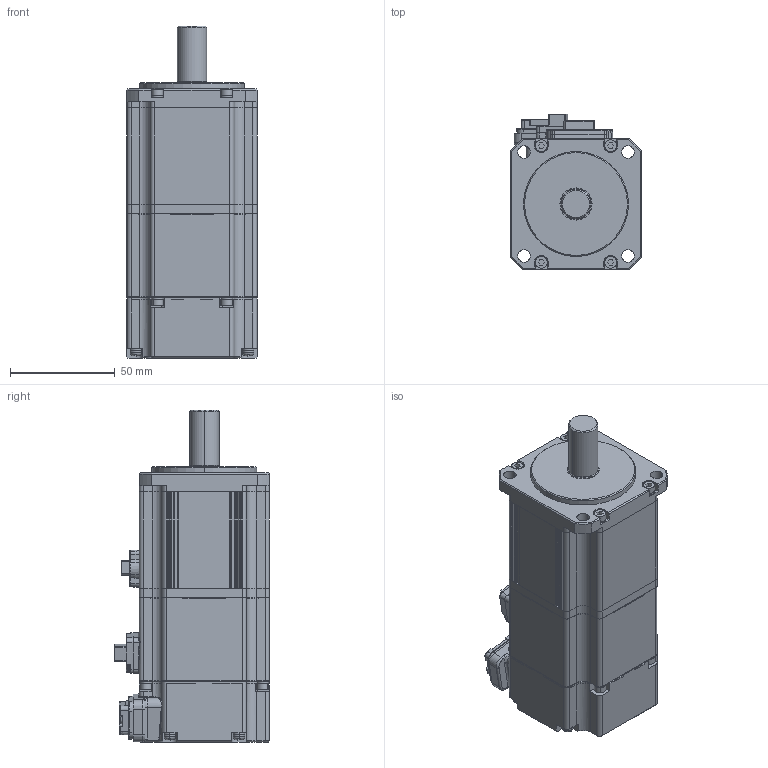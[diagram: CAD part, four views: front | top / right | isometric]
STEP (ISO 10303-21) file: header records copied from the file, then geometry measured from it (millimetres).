
FILE_DESCRIPTION (( 'STEP AP214' ), '1' );
FILE_NAME ('SLM06GA004G02_Out Line(APMC-FBL02AMN2).STEP', '2019-07-25T03:01:26', ( '' ), ( '' ), 'SwSTEP 2.0', 'SolidWorks 2011', '' );
FILE_SCHEMA (( 'AUTOMOTIVE_DESIGN' ));
Length unit declared in the file: millimetre
Products named in the file (1): SLM06GA004G02_Out Line(APMC-FBL02AMN2)
Bounding box: 62 x 73.8 x 158.2 mm (x, y, z)
Volume: 448718.9 mm3; surface area: 98082.6 mm2
Topology: 50 solids, 50 shells, 2073 faces, 5393 edges, 3506 vertices
Faces by surface type: plane 1276, cylinder 578, bspline 114, cone 76, torus 29
Entity records: 91149 total; most frequent: CARTESIAN_POINT 16932, ORIENTED_EDGE 10780, DIRECTION 10149, EDGE_CURVE 5390, LINE 3651, VECTOR 3651, VERTEX_POINT 3506, AXIS2_PLACEMENT_3D 3249
